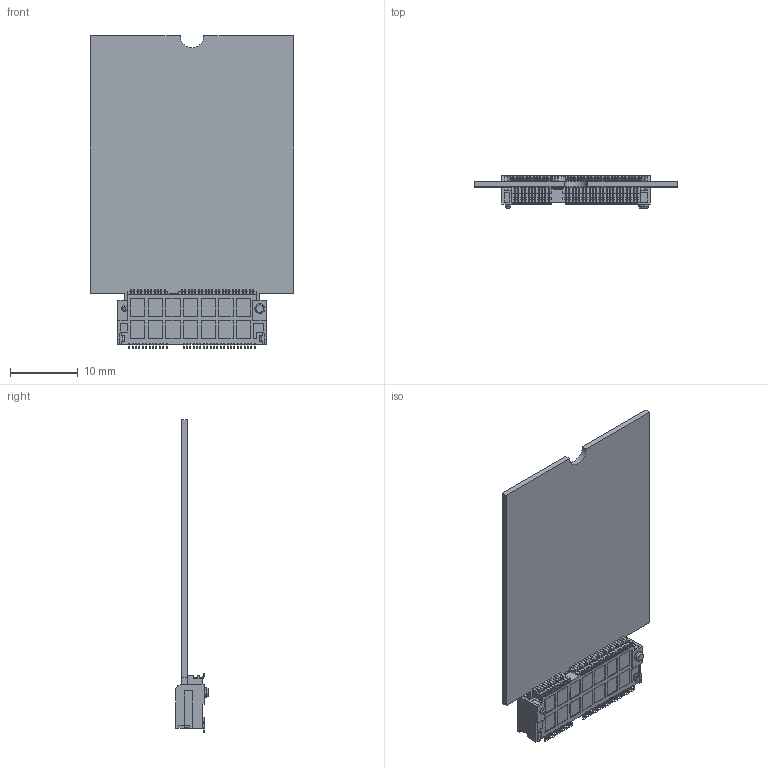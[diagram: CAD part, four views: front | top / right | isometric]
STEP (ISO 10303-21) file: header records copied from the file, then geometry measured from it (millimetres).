
FILE_DESCRIPTION(/* description */ (''),/* implementation_level */ '2;1');
FILE_NAME(/* name */ 'ProtonB404xM2.stp',/* time_stamp */ '2023-01-13T22:28:12-06:00',/* author */ (''),/* organization */ (''),/* preprocessor_version */ 'ST-DEVELOPER v16.7',/* originating_system */ 'SIEMENS PLM Software NX 1934',/* authorisation */ '');
FILE_SCHEMA (('AP203_CONFIGURATION_CONTROLLED_3D_DESIGN_OF_MECHANICAL_PARTS_AND_ASSEMBLIES_MIM_LF { 1 0 10303 403 2 1 2}'));
Products named in the file (1): Rish1520DB84gjjt
Bounding box: 30 x 4.85 x 46.1 mm (x, y, z)
Volume: 1470 mm3; surface area: 3642.8 mm2
Topology: 105 solids, 105 shells, 2675 faces, 7317 edges, 4890 vertices
Faces by surface type: plane 2033, cylinder 634, torus 4, cone 4
Entity records: 84762 total; most frequent: CARTESIAN_POINT 14905, ORIENTED_EDGE 14606, DIRECTION 13935, EDGE_CURVE 7303, LINE 6023, VECTOR 6023, VERTEX_POINT 4860, AXIS2_PLACEMENT_3D 3956
